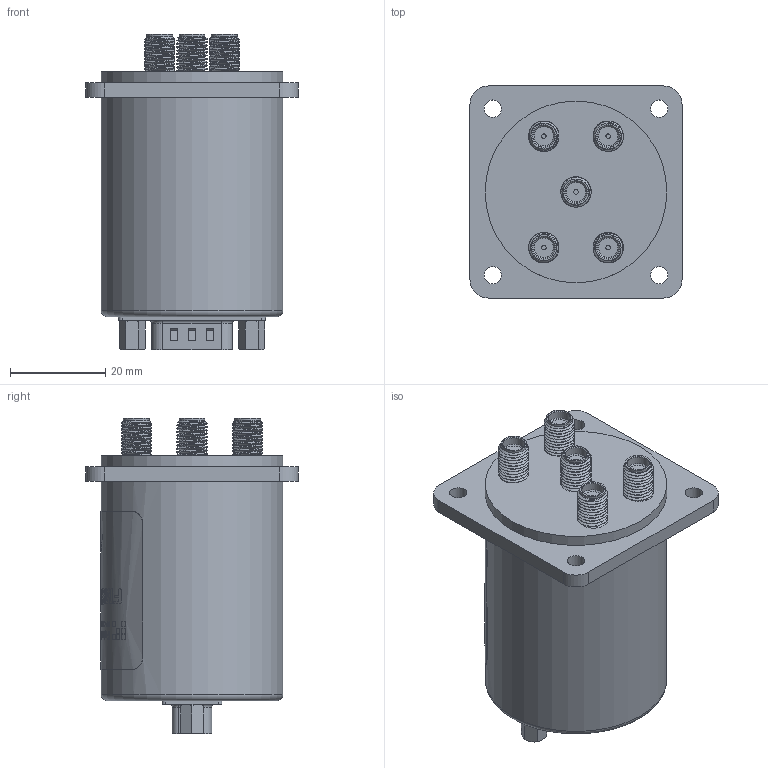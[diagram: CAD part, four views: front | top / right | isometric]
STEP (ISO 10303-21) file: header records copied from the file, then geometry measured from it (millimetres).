
FILE_DESCRIPTION (( 'STEP AP203' ), '1' );
FILE_NAME ('FMSW6363_3D.step', '2021-06-29T17:16:13', ( '' ), ( '' ), 'SwSTEP 2.0', 'SolidWorks 2020', '' );
FILE_SCHEMA (( 'CONFIG_CONTROL_DESIGN' ));
Length unit declared in the file: inch
Products named in the file (1): FMSW6363_3D
Bounding box: 44.45 x 44.45 x 66.09 mm (x, y, z)
Volume: 62342 mm3; surface area: 12967.2 mm2
Topology: 1 solids, 11 shells, 395 faces, 1441 edges, 1159 vertices
Faces by surface type: cylinder 158, plane 135, cone 43, bspline 28, sphere 18, torus 13
Full cylindrical faces by diameter (mm): 0.508 x9, 0.94 x5, 1.016 x9, 2.184 x2, 3.048 x1, 3.556 x1, 3.658 x4, 4.572 x5, 5.385 x5, 38.1 x2
Entity records: 25839 total; most frequent: CARTESIAN_POINT 14665, ORIENTED_EDGE 2584, DIRECTION 1846, EDGE_CURVE 1292, VERTEX_POINT 1109, AXIS2_PLACEMENT_3D 729, EDGE_LOOP 595, FACE_OUTER_BOUND 439
